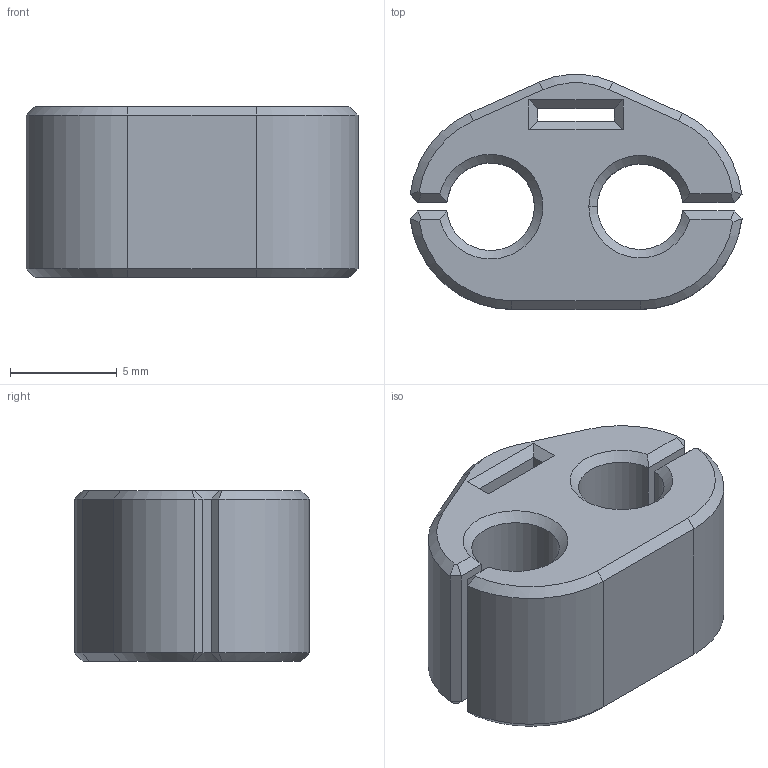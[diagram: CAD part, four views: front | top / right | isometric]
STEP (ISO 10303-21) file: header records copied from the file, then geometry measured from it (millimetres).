
FILE_DESCRIPTION(('Open CASCADE Model'),'2;1');
FILE_NAME('Open CASCADE Shape Model','2024-08-27T16:27:07',('Author'),( 'Open CASCADE'),'Open CASCADE STEP processor 7.7','Open CASCADE 7.7' ,'Unknown');
FILE_SCHEMA(('AUTOMOTIVE_DESIGN { 1 0 10303 214 1 1 1 1 }'));
Length unit declared in the file: millimetre
Products named in the file (1): Open CASCADE STEP translator 7.7 9
Bounding box: 15.53 x 10.99 x 8 mm (x, y, z)
Volume: 841.6 mm3; surface area: 840 mm2
Topology: 1 solids, 1 shells, 71 faces, 161 edges, 92 vertices
Faces by surface type: plane 47, cone 16, cylinder 8
Entity records: 4038 total; most frequent: CARTESIAN_POINT 811, DIRECTION 591, LINE 335, VECTOR 335, ORIENTED_EDGE 322, PCURVE 322, DEFINITIONAL_REPRESENTATION 322, EDGE_CURVE 161
